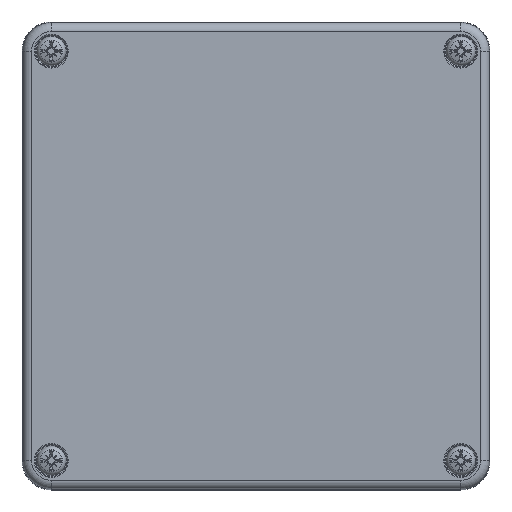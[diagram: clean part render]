
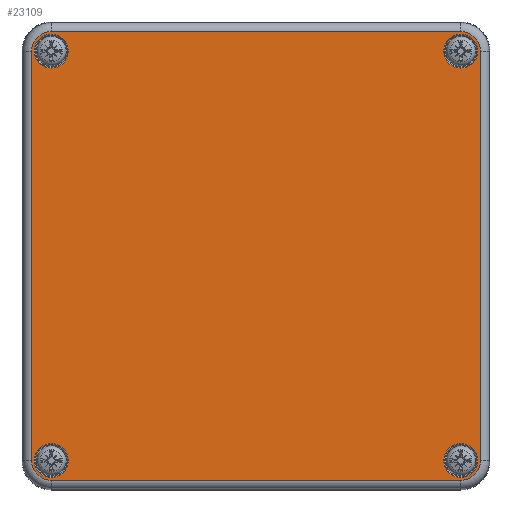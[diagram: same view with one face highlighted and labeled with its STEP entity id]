
A CAD part, top view. The second image highlights one B-rep face of the part: STEP entity #23109.
In plain terms, the highlighted face is planar.
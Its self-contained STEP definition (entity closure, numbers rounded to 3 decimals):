
#22688=CARTESIAN_POINT('',(76.703,-70.,-20.0));
#22689=VERTEX_POINT('',#22688);
#22697=CARTESIAN_POINT('',(76.703,70.,-20.0));
#22698=VERTEX_POINT('',#22697);
#22699=CARTESIAN_POINT('',(76.703,-70.,-20.0));
#22700=DIRECTION('',(0.0,1.0,0.0));
#22701=VECTOR('',#22700,140.);
#22702=LINE('',#22699,#22701);
#22703=EDGE_CURVE('',#22689,#22698,#22702,.T.);
#22730=CARTESIAN_POINT('',(70.,-76.703,-20.0));
#22731=VERTEX_POINT('',#22730);
#22739=CARTESIAN_POINT('',(70.,-70.,-20.0));
#22740=DIRECTION('',(0.0,0.0,1.0));
#22741=DIRECTION('',(0.707,-0.707,0.0));
#22742=AXIS2_PLACEMENT_3D('',#22739,#22740,#22741);
#22743=CIRCLE('',#22742,6.703);
#22744=EDGE_CURVE('',#22731,#22689,#22743,.T.);
#22762=CARTESIAN_POINT('',(70.,76.703,-20.0));
#22763=VERTEX_POINT('',#22762);
#22781=CARTESIAN_POINT('',(70.,70.,-20.0));
#22782=DIRECTION('',(0.0,0.0,1.0));
#22783=DIRECTION('',(0.707,0.707,0.0));
#22784=AXIS2_PLACEMENT_3D('',#22781,#22782,#22783);
#22785=CIRCLE('',#22784,6.703);
#22786=EDGE_CURVE('',#22698,#22763,#22785,.T.);
#22798=CARTESIAN_POINT('',(-70.,-76.703,-20.0));
#22799=VERTEX_POINT('',#22798);
#22807=CARTESIAN_POINT('',(-70.,-76.703,-20.0));
#22808=DIRECTION('',(1.0,0.0,0.0));
#22809=VECTOR('',#22808,140.);
#22810=LINE('',#22807,#22809);
#22811=EDGE_CURVE('',#22799,#22731,#22810,.T.);
#22828=CARTESIAN_POINT('',(-70.,76.703,-20.0));
#22829=VERTEX_POINT('',#22828);
#22846=CARTESIAN_POINT('',(70.,76.703,-20.0));
#22847=DIRECTION('',(-1.0,0.0,0.0));
#22848=VECTOR('',#22847,140.);
#22849=LINE('',#22846,#22848);
#22850=EDGE_CURVE('',#22763,#22829,#22849,.T.);
#22862=CARTESIAN_POINT('',(-76.703,-70.,-20.0));
#22863=VERTEX_POINT('',#22862);
#22871=CARTESIAN_POINT('',(-70.,-70.,-20.0));
#22872=DIRECTION('',(0.0,0.0,1.0));
#22873=DIRECTION('',(-0.707,-0.707,0.0));
#22874=AXIS2_PLACEMENT_3D('',#22871,#22872,#22873);
#22875=CIRCLE('',#22874,6.703);
#22876=EDGE_CURVE('',#22863,#22799,#22875,.T.);
#22894=CARTESIAN_POINT('',(-76.703,70.,-20.0));
#22895=VERTEX_POINT('',#22894);
#22913=CARTESIAN_POINT('',(-70.,70.,-20.0));
#22914=DIRECTION('',(0.0,0.0,1.0));
#22915=DIRECTION('',(-0.707,0.707,0.0));
#22916=AXIS2_PLACEMENT_3D('',#22913,#22914,#22915);
#22917=CIRCLE('',#22916,6.703);
#22918=EDGE_CURVE('',#22829,#22895,#22917,.T.);
#22936=CARTESIAN_POINT('',(-76.703,70.,-20.0));
#22937=DIRECTION('',(0.0,-1.0,0.0));
#22938=VECTOR('',#22937,140.);
#22939=LINE('',#22936,#22938);
#22940=EDGE_CURVE('',#22895,#22863,#22939,.T.);
#23050=CARTESIAN_POINT('',(0.,0.,-20.0));
#23051=DIRECTION('',(0.0,0.0,1.0));
#23052=DIRECTION('',(1.0,0.0,0.0));
#23053=AXIS2_PLACEMENT_3D('',#23050,#23051,#23052);
#23054=PLANE('',#23053);
#23055=ORIENTED_EDGE('',*,*,#22703,.F.);
#23056=ORIENTED_EDGE('',*,*,#22744,.F.);
#23057=ORIENTED_EDGE('',*,*,#22811,.F.);
#23058=ORIENTED_EDGE('',*,*,#22876,.F.);
#23059=ORIENTED_EDGE('',*,*,#22940,.F.);
#23060=ORIENTED_EDGE('',*,*,#22918,.F.);
#23061=ORIENTED_EDGE('',*,*,#22850,.F.);
#23062=ORIENTED_EDGE('',*,*,#22786,.F.);
#23063=EDGE_LOOP('',(#23055,#23056,#23057,#23058,#23059,#23060,#23061,#23062));
#23064=FACE_OUTER_BOUND('',#23063,.T.);
#23065=CARTESIAN_POINT('',(-75.8,70.,-20.0));
#23066=VERTEX_POINT('',#23065);
#23067=CARTESIAN_POINT('',(-70.,70.,-20.0));
#23068=DIRECTION('',(0.0,0.0,-1.0));
#23069=DIRECTION('',(1.0,0.0,0.0));
#23070=AXIS2_PLACEMENT_3D('',#23067,#23068,#23069);
#23071=CIRCLE('',#23070,5.8);
#23072=EDGE_CURVE('',#23066,#23066,#23071,.T.);
#23073=ORIENTED_EDGE('',*,*,#23072,.F.);
#23074=EDGE_LOOP('',(#23073));
#23075=FACE_BOUND('',#23074,.T.);
#23076=CARTESIAN_POINT('',(64.2,70.,-20.0));
#23077=VERTEX_POINT('',#23076);
#23078=CARTESIAN_POINT('',(70.,70.,-20.0));
#23079=DIRECTION('',(0.0,0.0,-1.0));
#23080=DIRECTION('',(1.0,0.0,0.0));
#23081=AXIS2_PLACEMENT_3D('',#23078,#23079,#23080);
#23082=CIRCLE('',#23081,5.8);
#23083=EDGE_CURVE('',#23077,#23077,#23082,.T.);
#23084=ORIENTED_EDGE('',*,*,#23083,.F.);
#23085=EDGE_LOOP('',(#23084));
#23086=FACE_BOUND('',#23085,.T.);
#23087=CARTESIAN_POINT('',(64.2,-70.,-20.0));
#23088=VERTEX_POINT('',#23087);
#23089=CARTESIAN_POINT('',(70.,-70.,-20.0));
#23090=DIRECTION('',(0.0,0.0,-1.0));
#23091=DIRECTION('',(1.0,0.0,0.0));
#23092=AXIS2_PLACEMENT_3D('',#23089,#23090,#23091);
#23093=CIRCLE('',#23092,5.8);
#23094=EDGE_CURVE('',#23088,#23088,#23093,.T.);
#23095=ORIENTED_EDGE('',*,*,#23094,.F.);
#23096=EDGE_LOOP('',(#23095));
#23097=FACE_BOUND('',#23096,.T.);
#23098=CARTESIAN_POINT('',(-75.8,-70.,-20.0));
#23099=VERTEX_POINT('',#23098);
#23100=CARTESIAN_POINT('',(-70.,-70.,-20.0));
#23101=DIRECTION('',(0.0,0.0,-1.0));
#23102=DIRECTION('',(1.0,0.0,0.0));
#23103=AXIS2_PLACEMENT_3D('',#23100,#23101,#23102);
#23104=CIRCLE('',#23103,5.8);
#23105=EDGE_CURVE('',#23099,#23099,#23104,.T.);
#23106=ORIENTED_EDGE('',*,*,#23105,.F.);
#23107=EDGE_LOOP('',(#23106));
#23108=FACE_BOUND('',#23107,.T.);
#23109=ADVANCED_FACE('',(#23064,#23075,#23086,#23097,#23108),#23054,.F.);
